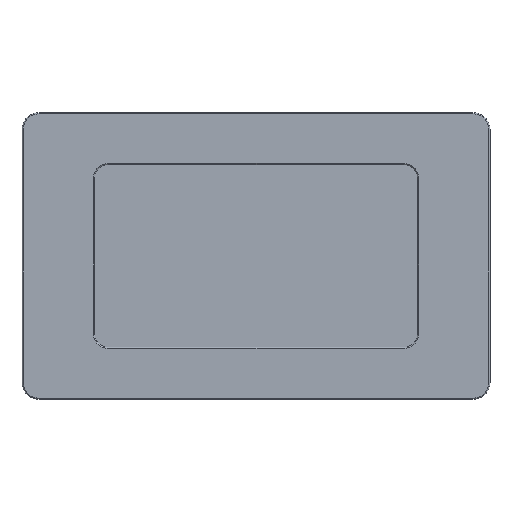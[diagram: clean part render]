
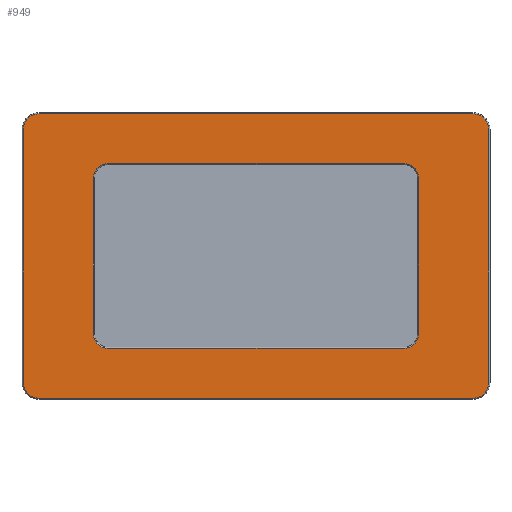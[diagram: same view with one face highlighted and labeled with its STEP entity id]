
A CAD part, top view. The second image highlights one B-rep face of the part: STEP entity #949.
In plain terms, the highlighted planar face has unit normal (0, 0, 1).
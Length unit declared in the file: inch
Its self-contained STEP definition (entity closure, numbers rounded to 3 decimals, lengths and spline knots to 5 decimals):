
#15=FACE_BOUND('',#136,.T.);
#75=FACE_OUTER_BOUND('',#135,.T.);
#135=EDGE_LOOP('',(#711,#712,#713,#714,#715,#716,#717,#718));
#136=EDGE_LOOP('',(#719,#720,#721,#722,#723,#724,#725,#726));
#199=LINE('',#1515,#279);
#204=LINE('',#1529,#284);
#208=LINE('',#1541,#288);
#212=LINE('',#1553,#292);
#219=LINE('',#1570,#299);
#220=LINE('',#1574,#300);
#221=LINE('',#1578,#301);
#222=LINE('',#1582,#302);
#279=VECTOR('',#1199,0.3937);
#284=VECTOR('',#1212,0.3937);
#288=VECTOR('',#1224,0.3937);
#292=VECTOR('',#1236,0.3937);
#299=VECTOR('',#1259,0.3937);
#300=VECTOR('',#1262,0.3937);
#301=VECTOR('',#1265,0.3937);
#302=VECTOR('',#1268,0.3937);
#362=CIRCLE('',#1038,0.33445);
#364=CIRCLE('',#1042,0.33445);
#366=CIRCLE('',#1046,0.33445);
#368=CIRCLE('',#1050,0.33445);
#369=CIRCLE('',#1056,0.35);
#370=CIRCLE('',#1057,0.35);
#371=CIRCLE('',#1058,0.35);
#372=CIRCLE('',#1059,0.35);
#429=VERTEX_POINT('',#1512);
#430=VERTEX_POINT('',#1514);
#433=VERTEX_POINT('',#1522);
#435=VERTEX_POINT('',#1527);
#437=VERTEX_POINT('',#1534);
#439=VERTEX_POINT('',#1539);
#441=VERTEX_POINT('',#1546);
#443=VERTEX_POINT('',#1551);
#444=VERTEX_POINT('',#1568);
#445=VERTEX_POINT('',#1569);
#446=VERTEX_POINT('',#1571);
#447=VERTEX_POINT('',#1573);
#448=VERTEX_POINT('',#1575);
#449=VERTEX_POINT('',#1577);
#450=VERTEX_POINT('',#1579);
#451=VERTEX_POINT('',#1581);
#521=EDGE_CURVE('',#429,#430,#199,.T.);
#526=EDGE_CURVE('',#433,#429,#362,.T.);
#528=EDGE_CURVE('',#435,#433,#204,.T.);
#532=EDGE_CURVE('',#437,#435,#364,.T.);
#534=EDGE_CURVE('',#439,#437,#208,.T.);
#538=EDGE_CURVE('',#441,#439,#366,.T.);
#540=EDGE_CURVE('',#443,#441,#212,.T.);
#543=EDGE_CURVE('',#430,#443,#368,.T.);
#549=EDGE_CURVE('',#444,#445,#219,.T.);
#550=EDGE_CURVE('',#446,#444,#369,.T.);
#551=EDGE_CURVE('',#447,#446,#220,.T.);
#552=EDGE_CURVE('',#448,#447,#370,.T.);
#553=EDGE_CURVE('',#449,#448,#221,.T.);
#554=EDGE_CURVE('',#450,#449,#371,.T.);
#555=EDGE_CURVE('',#451,#450,#222,.T.);
#556=EDGE_CURVE('',#445,#451,#372,.T.);
#711=ORIENTED_EDGE('',*,*,#549,.F.);
#712=ORIENTED_EDGE('',*,*,#550,.F.);
#713=ORIENTED_EDGE('',*,*,#551,.F.);
#714=ORIENTED_EDGE('',*,*,#552,.F.);
#715=ORIENTED_EDGE('',*,*,#553,.F.);
#716=ORIENTED_EDGE('',*,*,#554,.F.);
#717=ORIENTED_EDGE('',*,*,#555,.F.);
#718=ORIENTED_EDGE('',*,*,#556,.F.);
#719=ORIENTED_EDGE('',*,*,#521,.F.);
#720=ORIENTED_EDGE('',*,*,#526,.F.);
#721=ORIENTED_EDGE('',*,*,#528,.F.);
#722=ORIENTED_EDGE('',*,*,#532,.F.);
#723=ORIENTED_EDGE('',*,*,#534,.F.);
#724=ORIENTED_EDGE('',*,*,#538,.F.);
#725=ORIENTED_EDGE('',*,*,#540,.F.);
#726=ORIENTED_EDGE('',*,*,#543,.F.);
#909=PLANE('',#1055);
#949=ADVANCED_FACE('',(#75,#15),#909,.T.);
#1038=AXIS2_PLACEMENT_3D('',#1524,#1207,#1208);
#1042=AXIS2_PLACEMENT_3D('',#1536,#1219,#1220);
#1046=AXIS2_PLACEMENT_3D('',#1548,#1231,#1232);
#1050=AXIS2_PLACEMENT_3D('',#1557,#1242,#1243);
#1055=AXIS2_PLACEMENT_3D('',#1567,#1257,#1258);
#1056=AXIS2_PLACEMENT_3D('',#1572,#1260,#1261);
#1057=AXIS2_PLACEMENT_3D('',#1576,#1263,#1264);
#1058=AXIS2_PLACEMENT_3D('',#1580,#1266,#1267);
#1059=AXIS2_PLACEMENT_3D('',#1583,#1269,#1270);
#1199=DIRECTION('',(0.,-1.,0.));
#1207=DIRECTION('center_axis',(0.,0.,
1.));
#1208=DIRECTION('ref_axis',(-0.707,0.707,0.));
#1212=DIRECTION('',(-1.,0.,0.));
#1219=DIRECTION('center_axis',(0.,0.,
1.));
#1220=DIRECTION('ref_axis',(0.707,0.707,0.));
#1224=DIRECTION('',(0.,1.,0.));
#1231=DIRECTION('center_axis',(0.,0.,
1.));
#1232=DIRECTION('ref_axis',(0.707,-0.707,0.));
#1236=DIRECTION('',(1.,0.,0.));
#1242=DIRECTION('center_axis',(0.,0.,
1.));
#1243=DIRECTION('ref_axis',(-0.707,-0.707,0.));
#1257=DIRECTION('center_axis',(0.,0.,
1.));
#1258=DIRECTION('ref_axis',(1.,0.,0.));
#1259=DIRECTION('',(0.,-1.,0.));
#1260=DIRECTION('center_axis',(0.,0.,
-1.));
#1261=DIRECTION('ref_axis',(0.707,0.707,0.));
#1262=DIRECTION('',(1.,0.,0.));
#1263=DIRECTION('center_axis',(0.,0.,
-1.));
#1264=DIRECTION('ref_axis',(-0.707,0.707,0.));
#1265=DIRECTION('',(0.,1.,0.));
#1266=DIRECTION('center_axis',(0.,0.,
-1.));
#1267=DIRECTION('ref_axis',(-0.707,-0.707,0.));
#1268=DIRECTION('',(-1.,0.,0.));
#1269=DIRECTION('center_axis',(0.,0.,
-1.));
#1270=DIRECTION('ref_axis',(0.707,-0.707,0.));
#1512=CARTESIAN_POINT('',(1.56437,-0.27819,0.677));
#1514=CARTESIAN_POINT('',(1.56437,-3.66755,0.677));
#1515=CARTESIAN_POINT('',(1.56437,-0.97081,0.677));
#1522=CARTESIAN_POINT('',(1.89882,0.05626,0.677));
#1524=CARTESIAN_POINT('Origin',(1.89882,-0.27819,0.677));
#1527=CARTESIAN_POINT('',(8.36618,0.05626,0.677));
#1529=CARTESIAN_POINT('',(6.90406,0.05626,0.677));
#1534=CARTESIAN_POINT('',(8.70063,-0.27819,0.677));
#1536=CARTESIAN_POINT('Origin',(8.36618,-0.27819,0.677));
#1539=CARTESIAN_POINT('',(8.70063,-3.66755,0.677));
#1541=CARTESIAN_POINT('',(8.70063,-2.97494,0.677));
#1546=CARTESIAN_POINT('',(8.36618,-4.002,0.677));
#1548=CARTESIAN_POINT('Origin',(8.36618,-3.66755,0.677));
#1551=CARTESIAN_POINT('',(1.89882,-4.002,0.677));
#1553=CARTESIAN_POINT('',(3.36094,-4.002,0.677));
#1557=CARTESIAN_POINT('Origin',(1.89882,-3.66755,0.677));
#1567=CARTESIAN_POINT('Origin',(5.1325,-1.97287,0.677));
#1568=CARTESIAN_POINT('',(10.24,0.79563,0.677));
#1569=CARTESIAN_POINT('',(10.24,-4.74137,0.677));
#1570=CARTESIAN_POINT('',(10.24,-3.54462,0.677));
#1571=CARTESIAN_POINT('',(9.89,1.14563,0.677));
#1572=CARTESIAN_POINT('Origin',(9.89,0.79563,0.677));
#1573=CARTESIAN_POINT('',(0.375,1.14563,0.677));
#1574=CARTESIAN_POINT('',(7.69875,1.14563,0.677));
#1575=CARTESIAN_POINT('',(0.025,0.79563,0.677));
#1576=CARTESIAN_POINT('Origin',(0.375,0.79563,0.677));
#1577=CARTESIAN_POINT('',(0.025,-4.74137,0.677));
#1578=CARTESIAN_POINT('',(0.025,-0.40112,0.677));
#1579=CARTESIAN_POINT('',(0.375,-5.09137,0.677));
#1580=CARTESIAN_POINT('Origin',(0.375,-4.74137,0.677));
#1581=CARTESIAN_POINT('',(9.89,-5.09137,0.677));
#1582=CARTESIAN_POINT('',(2.56625,-5.09137,0.677));
#1583=CARTESIAN_POINT('Origin',(9.89,-4.74137,0.677));
